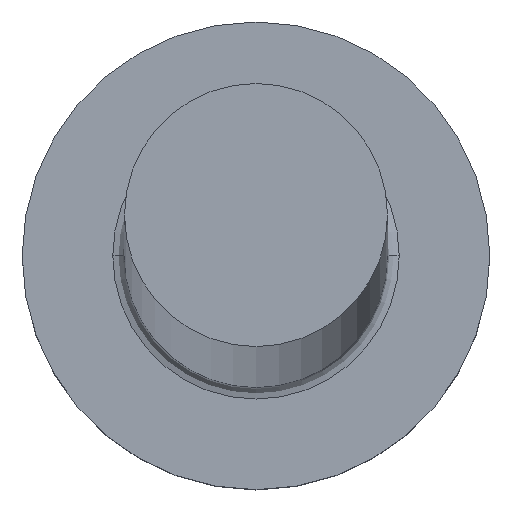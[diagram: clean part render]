
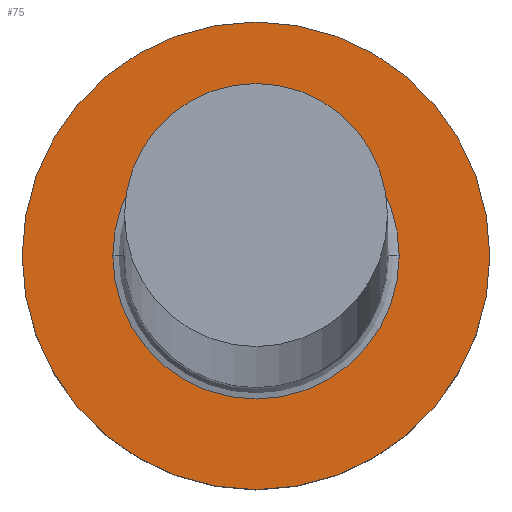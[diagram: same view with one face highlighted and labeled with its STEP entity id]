
A CAD part, top view. The second image highlights one B-rep face of the part: STEP entity #75.
In plain terms, the highlighted planar face has unit normal (0, 0, 1).
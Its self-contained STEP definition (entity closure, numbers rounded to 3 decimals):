
#16 = EDGE_LOOP ( 'NONE', ( #95, #158 ) ) ;
#18 = CIRCLE ( 'NONE', #246, 2.45 ) ;
#29 = DIRECTION ( 'NONE',  ( 0., 0., 1. ) ) ;
#30 = DIRECTION ( 'NONE',  ( 0., 0., 1. ) ) ;
#31 = EDGE_CURVE ( 'NONE', #206, #189, #304, .T. ) ;
#33 = DIRECTION ( 'NONE',  ( 1., 0., 0. ) ) ;
#36 = EDGE_CURVE ( 'NONE', #189, #206, #78, .T. ) ;
#43 = DIRECTION ( 'NONE',  ( 1., 0., 0. ) ) ;
#44 = ORIENTED_EDGE ( 'NONE', *, *, #31, .T. ) ;
#52 = DIRECTION ( 'NONE',  ( 0., 0., 1. ) ) ;
#64 = CARTESIAN_POINT ( 'NONE',  ( 4., 0., 3. ) ) ;
#66 = CIRCLE ( 'NONE', #127, 2.45 ) ;
#75 = ADVANCED_FACE ( 'NONE', ( #282, #240 ), #287, .T. ) ;
#78 = CIRCLE ( 'NONE', #90, 4. ) ;
#79 = CARTESIAN_POINT ( 'NONE',  ( 0., 0., 3. ) ) ;
#90 = AXIS2_PLACEMENT_3D ( 'NONE', #79, #52, #118 ) ;
#95 = ORIENTED_EDGE ( 'NONE', *, *, #248, .T. ) ;
#99 = CARTESIAN_POINT ( 'NONE',  ( 0., 0., 3. ) ) ;
#118 = DIRECTION ( 'NONE',  ( 1., 0., 0. ) ) ;
#127 = AXIS2_PLACEMENT_3D ( 'NONE', #209, #256, #43 ) ;
#145 = CARTESIAN_POINT ( 'NONE',  ( 2.45, 0., 3. ) ) ;
#147 = CARTESIAN_POINT ( 'NONE',  ( -2.45, 0., 3. ) ) ;
#154 = AXIS2_PLACEMENT_3D ( 'NONE', #263, #30, #244 ) ;
#158 = ORIENTED_EDGE ( 'NONE', *, *, #199, .T. ) ;
#163 = VERTEX_POINT ( 'NONE', #147 ) ;
#169 = VERTEX_POINT ( 'NONE', #145 ) ;
#189 = VERTEX_POINT ( 'NONE', #268 ) ;
#199 = EDGE_CURVE ( 'NONE', #163, #169, #18, .T. ) ;
#206 = VERTEX_POINT ( 'NONE', #64 ) ;
#209 = CARTESIAN_POINT ( 'NONE',  ( 0., 0., 3. ) ) ;
#212 = DIRECTION ( 'NONE',  ( 1., 0., 0. ) ) ;
#223 = AXIS2_PLACEMENT_3D ( 'NONE', #99, #29, #33 ) ;
#236 = ORIENTED_EDGE ( 'NONE', *, *, #36, .T. ) ;
#240 = FACE_OUTER_BOUND ( 'NONE', #273, .T. ) ;
#244 = DIRECTION ( 'NONE',  ( 1., 0., 0. ) ) ;
#246 = AXIS2_PLACEMENT_3D ( 'NONE', #247, #305, #212 ) ;
#247 = CARTESIAN_POINT ( 'NONE',  ( 0., 0., 3. ) ) ;
#248 = EDGE_CURVE ( 'NONE', #169, #163, #66, .T. ) ;
#256 = DIRECTION ( 'NONE',  ( 0., 0., -1. ) ) ;
#263 = CARTESIAN_POINT ( 'NONE',  ( 0., 0., 3. ) ) ;
#268 = CARTESIAN_POINT ( 'NONE',  ( -4., 0., 3. ) ) ;
#273 = EDGE_LOOP ( 'NONE', ( #236, #44 ) ) ;
#282 = FACE_BOUND ( 'NONE', #16, .T. ) ;
#287 = PLANE ( 'NONE',  #154 ) ;
#304 = CIRCLE ( 'NONE', #223, 4. ) ;
#305 = DIRECTION ( 'NONE',  ( 0., 0., -1. ) ) ;
